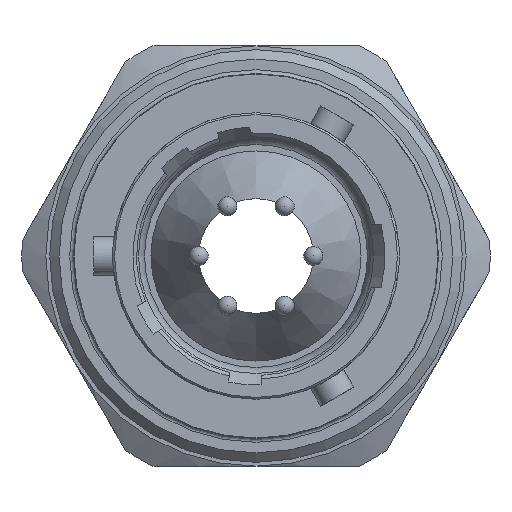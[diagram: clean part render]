
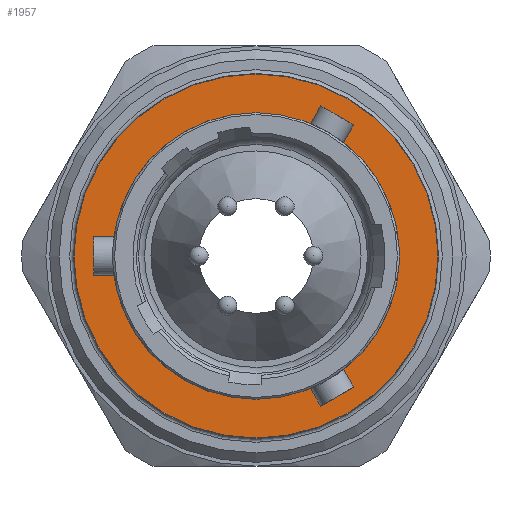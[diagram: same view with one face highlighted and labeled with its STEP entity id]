
A CAD part, front view. The second image highlights one B-rep face of the part: STEP entity #1957.
In plain terms, the highlighted planar face has unit normal (0, -1, 0).
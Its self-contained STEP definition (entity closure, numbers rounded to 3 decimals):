
#79 = EDGE_CURVE ( 'NONE', #119, #119, #1323, .T. ) ;
#119 = VERTEX_POINT ( 'NONE', #1076 ) ;
#341 = CARTESIAN_POINT ( 'NONE',  ( 0., -44.203, 0. ) ) ;
#628 = EDGE_LOOP ( 'NONE', ( #1448 ) ) ;
#648 = AXIS2_PLACEMENT_3D ( 'NONE', #3560, #1180, #3212 ) ;
#836 = EDGE_LOOP ( 'NONE', ( #3836 ) ) ;
#923 = EDGE_CURVE ( 'NONE', #1719, #1719, #1424, .T. ) ;
#1076 = CARTESIAN_POINT ( 'NONE',  ( 9.525, -44.203, 0. ) ) ;
#1180 = DIRECTION ( 'NONE',  ( 0., -1., 0. ) ) ;
#1323 = CIRCLE ( 'NONE', #648, 9.525 ) ;
#1424 = CIRCLE ( 'NONE', #2665, 7.5 ) ;
#1448 = ORIENTED_EDGE ( 'NONE', *, *, #79, .T. ) ;
#1691 = DIRECTION ( 'NONE',  ( 0., -1., 0. ) ) ;
#1719 = VERTEX_POINT ( 'NONE', #2792 ) ;
#1957 = ADVANCED_FACE ( 'NONE', ( #4000, #3204 ), #2024, .F. ) ;
#2024 = PLANE ( 'NONE',  #3214 ) ;
#2085 = DIRECTION ( 'NONE',  ( -1., 0., 0. ) ) ;
#2171 = DIRECTION ( 'NONE',  ( 0., 1., 0. ) ) ;
#2374 = DIRECTION ( 'NONE',  ( 1., 0., 0. ) ) ;
#2665 = AXIS2_PLACEMENT_3D ( 'NONE', #341, #1691, #2374 ) ;
#2792 = CARTESIAN_POINT ( 'NONE',  ( 7.5, -44.203, 0. ) ) ;
#3204 = FACE_OUTER_BOUND ( 'NONE', #628, .T. ) ;
#3212 = DIRECTION ( 'NONE',  ( 1., 0., 0. ) ) ;
#3214 = AXIS2_PLACEMENT_3D ( 'NONE', #4201, #2171, #2085 ) ;
#3560 = CARTESIAN_POINT ( 'NONE',  ( 0., -44.203, 0. ) ) ;
#3836 = ORIENTED_EDGE ( 'NONE', *, *, #923, .F. ) ;
#4000 = FACE_BOUND ( 'NONE', #836, .T. ) ;
#4201 = CARTESIAN_POINT ( 'NONE',  ( -7.5, -44.203, 0. ) ) ;
